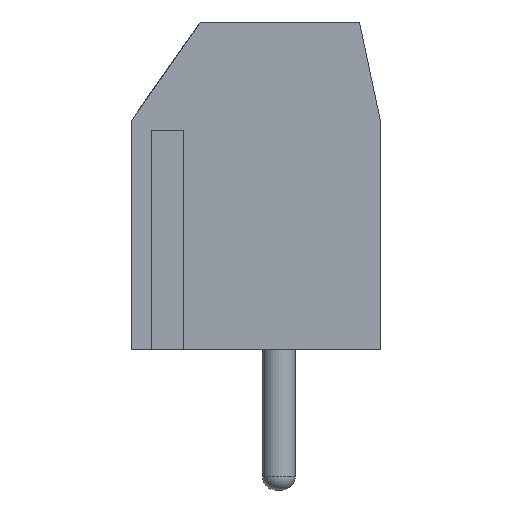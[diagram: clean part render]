
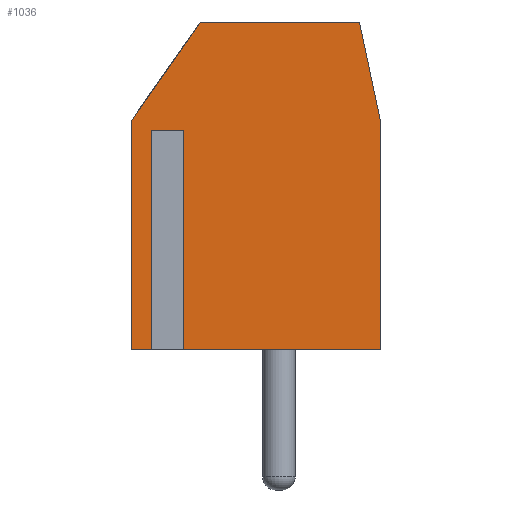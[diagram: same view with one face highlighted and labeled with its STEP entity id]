
A CAD part, left-side view. The second image highlights one B-rep face of the part: STEP entity #1036.
In plain terms, the highlighted planar face has unit normal (-1, 0, 0).
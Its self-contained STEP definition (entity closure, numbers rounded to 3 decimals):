
#1036=ADVANCED_FACE('',(#3233),#3235,.T.);
#3233=FACE_BOUND('',#3234,.T.);
#3234=EDGE_LOOP('',(#5049,#5050,#5051,#5052,#5053,#5054,#5055,#5056,#5057,#5058));
#3235=PLANE('',#3236);
#3236=AXIS2_PLACEMENT_3D('',#3237,#3238,#3239);
#3237=CARTESIAN_POINT('',(-2.5,0.,0.));
#3238=DIRECTION('',(-1.,0.,0.));
#3239=DIRECTION('',(0.,0.,-1.));
#5049=ORIENTED_EDGE('',*,*,#6194,.F.);
#5050=ORIENTED_EDGE('',*,*,#6195,.F.);
#5051=ORIENTED_EDGE('',*,*,#6196,.F.);
#5052=ORIENTED_EDGE('',*,*,#6197,.T.);
#5053=ORIENTED_EDGE('',*,*,#6198,.T.);
#5054=ORIENTED_EDGE('',*,*,#6199,.T.);
#5055=ORIENTED_EDGE('',*,*,#6089,.T.);
#5056=ORIENTED_EDGE('',*,*,#6185,.T.);
#5057=ORIENTED_EDGE('',*,*,#6200,.T.);
#5058=ORIENTED_EDGE('',*,*,#6201,.T.);
#6089=EDGE_CURVE('',#6690,#6688,#6691,.T.);
#6185=EDGE_CURVE('',#6688,#6854,#6856,.T.);
#6194=EDGE_CURVE('',#6873,#6874,#6875,.T.);
#6195=EDGE_CURVE('',#6876,#6873,#6877,.F.);
#6196=EDGE_CURVE('',#6878,#6876,#6879,.T.);
#6197=EDGE_CURVE('',#6878,#6880,#6881,.T.);
#6198=EDGE_CURVE('',#6880,#6882,#6883,.T.);
#6199=EDGE_CURVE('',#6882,#6690,#6884,.T.);
#6200=EDGE_CURVE('',#6854,#6885,#6886,.T.);
#6201=EDGE_CURVE('',#6885,#6874,#6887,.T.);
#6688=VERTEX_POINT('',#7700);
#6690=VERTEX_POINT('',#7704);
#6691=LINE('',#7705,#7706);
#6854=VERTEX_POINT('',#8066);
#6856=LINE('',#8070,#8071);
#6873=VERTEX_POINT('',#8137);
#6874=VERTEX_POINT('',#8138);
#6875=LINE('',#8139,#8140);
#6876=VERTEX_POINT('',#8142);
#6877=LINE('',#8143,#8144);
#6878=VERTEX_POINT('',#8146);
#6879=LINE('',#8147,#8148);
#6880=VERTEX_POINT('',#8150);
#6881=LINE('',#8151,#8152);
#6882=VERTEX_POINT('',#8154);
#6883=LINE('',#8155,#8156);
#6884=LINE('',#8158,#8159);
#6885=VERTEX_POINT('',#8161);
#6886=LINE('',#8162,#8163);
#6887=LINE('',#8165,#8166);
#7700=CARTESIAN_POINT('',(-2.5,2.399,10.));
#7704=CARTESIAN_POINT('',(-2.5,-2.462,10.));
#7705=CARTESIAN_POINT('',(-2.5,-2.462,10.));
#7706=VECTOR('',#7707,1.);
#7707=DIRECTION('',(0.,1.,0.));
#8066=CARTESIAN_POINT('',(-2.5,4.5,7.));
#8070=CARTESIAN_POINT('',(-2.5,2.399,10.));
#8071=VECTOR('',#8072,1.);
#8072=DIRECTION('',(0.,0.574,-0.819));
#8137=CARTESIAN_POINT('',(-2.5,3.739,6.7));
#8138=CARTESIAN_POINT('',(-2.5,3.739,0.));
#8139=CARTESIAN_POINT('',(-2.5,3.739,6.7));
#8140=VECTOR('',#8141,1.);
#8141=DIRECTION('',(0.,0.,-1.));
#8142=CARTESIAN_POINT('',(-2.5,3.061,6.7));
#8143=CARTESIAN_POINT('',(-2.5,3.739,6.7));
#8144=VECTOR('',#8145,1.);
#8145=DIRECTION('',(0.,-1.,0.));
#8146=CARTESIAN_POINT('',(-2.5,3.061,0.));
#8147=CARTESIAN_POINT('',(-2.5,3.061,0.));
#8148=VECTOR('',#8149,1.);
#8149=DIRECTION('',(0.,0.,1.));
#8150=CARTESIAN_POINT('',(-2.5,-3.1,0.));
#8151=CARTESIAN_POINT('',(-2.5,3.061,0.));
#8152=VECTOR('',#8153,1.);
#8153=DIRECTION('',(0.,-1.,0.));
#8154=CARTESIAN_POINT('',(-2.5,-3.1,7.));
#8155=CARTESIAN_POINT('',(-2.5,-3.1,0.));
#8156=VECTOR('',#8157,1.);
#8157=DIRECTION('',(0.,0.,1.));
#8158=CARTESIAN_POINT('',(-2.5,-3.1,7.));
#8159=VECTOR('',#8160,1.);
#8160=DIRECTION('',(0.,0.208,0.978));
#8161=CARTESIAN_POINT('',(-2.5,4.5,0.));
#8162=CARTESIAN_POINT('',(-2.5,4.5,7.));
#8163=VECTOR('',#8164,1.);
#8164=DIRECTION('',(0.,0.,-1.));
#8165=CARTESIAN_POINT('',(-2.5,4.5,0.));
#8166=VECTOR('',#8167,1.);
#8167=DIRECTION('',(0.,-1.,0.));
